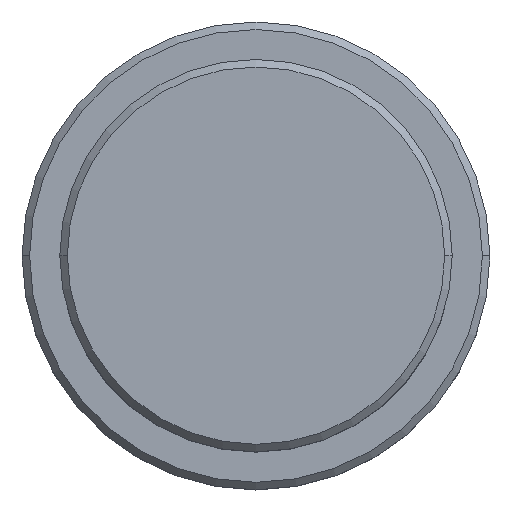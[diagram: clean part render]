
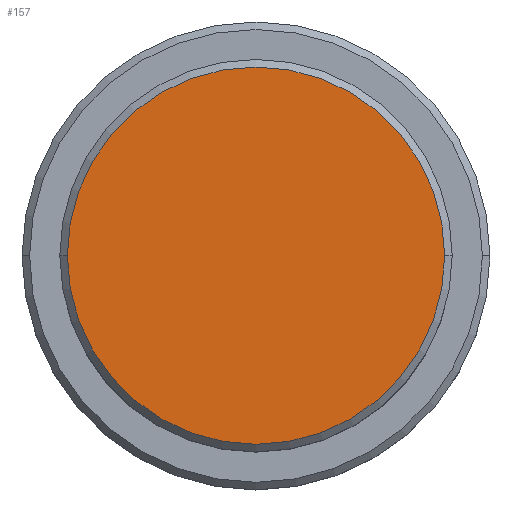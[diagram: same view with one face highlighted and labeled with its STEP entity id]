
A CAD part, top view. The second image highlights one B-rep face of the part: STEP entity #157.
In plain terms, the highlighted planar face has unit normal (0, 0, 1).
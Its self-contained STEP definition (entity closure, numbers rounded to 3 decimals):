
#53 = CIRCLE ( 'NONE', #719, 12.5 ) ;
#63 = FACE_OUTER_BOUND ( 'NONE', #1211, .T. ) ;
#91 = DIRECTION ( 'NONE',  ( 1., 0., 0. ) ) ;
#157 = ADVANCED_FACE ( 'NONE', ( #63 ), #943, .T. ) ;
#271 = DIRECTION ( 'NONE',  ( 0., 0., 1. ) ) ;
#317 = CARTESIAN_POINT ( 'NONE',  ( 0., 0., 0. ) ) ;
#319 = EDGE_CURVE ( 'NONE', #1058, #760, #424, .T. ) ;
#324 = DIRECTION ( 'NONE',  ( 1., 0., 0. ) ) ;
#410 = ORIENTED_EDGE ( 'NONE', *, *, #319, .T. ) ;
#424 = CIRCLE ( 'NONE', #1073, 12.5 ) ;
#437 = DIRECTION ( 'NONE',  ( 0., 0., 1. ) ) ;
#447 = AXIS2_PLACEMENT_3D ( 'NONE', #714, #271, #1172 ) ;
#532 = CARTESIAN_POINT ( 'NONE',  ( 0., 0., 0. ) ) ;
#714 = CARTESIAN_POINT ( 'NONE',  ( 0., 0., 0. ) ) ;
#719 = AXIS2_PLACEMENT_3D ( 'NONE', #317, #437, #324 ) ;
#731 = CARTESIAN_POINT ( 'NONE',  ( 12.5, 0., 0. ) ) ;
#760 = VERTEX_POINT ( 'NONE', #731 ) ;
#782 = DIRECTION ( 'NONE',  ( 0., 0., 1. ) ) ;
#785 = CARTESIAN_POINT ( 'NONE',  ( -12.5, 0., 0. ) ) ;
#815 = ORIENTED_EDGE ( 'NONE', *, *, #956, .T. ) ;
#943 = PLANE ( 'NONE',  #447 ) ;
#956 = EDGE_CURVE ( 'NONE', #760, #1058, #53, .T. ) ;
#1058 = VERTEX_POINT ( 'NONE', #785 ) ;
#1073 = AXIS2_PLACEMENT_3D ( 'NONE', #532, #782, #91 ) ;
#1172 = DIRECTION ( 'NONE',  ( 1., 0., 0. ) ) ;
#1211 = EDGE_LOOP ( 'NONE', ( #410, #815 ) ) ;
